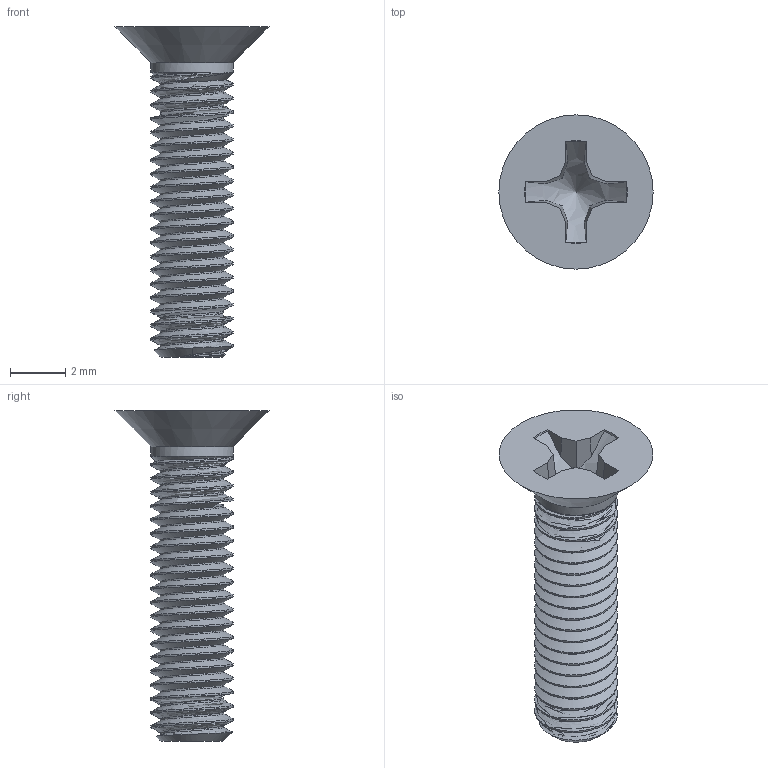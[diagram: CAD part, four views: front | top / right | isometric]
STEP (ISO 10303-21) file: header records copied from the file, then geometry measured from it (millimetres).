
FILE_DESCRIPTION(/* description */ ('STEP AP203'),/* implementation_level */ '2;1');
FILE_NAME(/* name */ '92010A122_METRIC 18-8 SS FLAT HEAD PHIL MACHINE SCREW.stp',/* time_stamp */ '2018-07-31T12:18:37-07:00',/* author */ ('MJ'),/* organization */ ('Microsoft'),/* preprocessor_version */ 'ST-DEVELOPER v16.13',/* originating_system */ 'Autodesk Inventor 2018',/* authorisation */ '');
FILE_SCHEMA (('AUTOMOTIVE_DESIGN { 1 0 10303 214 3 1 1 }'));
Length unit declared in the file: millimetre
Products named in the file (1): 92010A122_METRIC 18-8 SS FLAT HEAD PHIL MACHINE SCREW
Bounding box: 5.6 x 5.6 x 12 mm (x, y, z)
Volume: 73.5 mm3; surface area: 215.9 mm2
Topology: 1 solids, 1 shells, 51 faces, 145 edges, 96 vertices
Faces by surface type: cylinder 22, plane 18, cone 9, bspline 2
Full cylindrical faces by diameter (mm): 3 x20
Entity records: 4789 total; most frequent: CARTESIAN_POINT 4081, ORIENTED_EDGE 150, DIRECTION 124, EDGE_CURVE 75, VERTEX_POINT 51, AXIS2_PLACEMENT_3D 44, LINE 36, VECTOR 36
